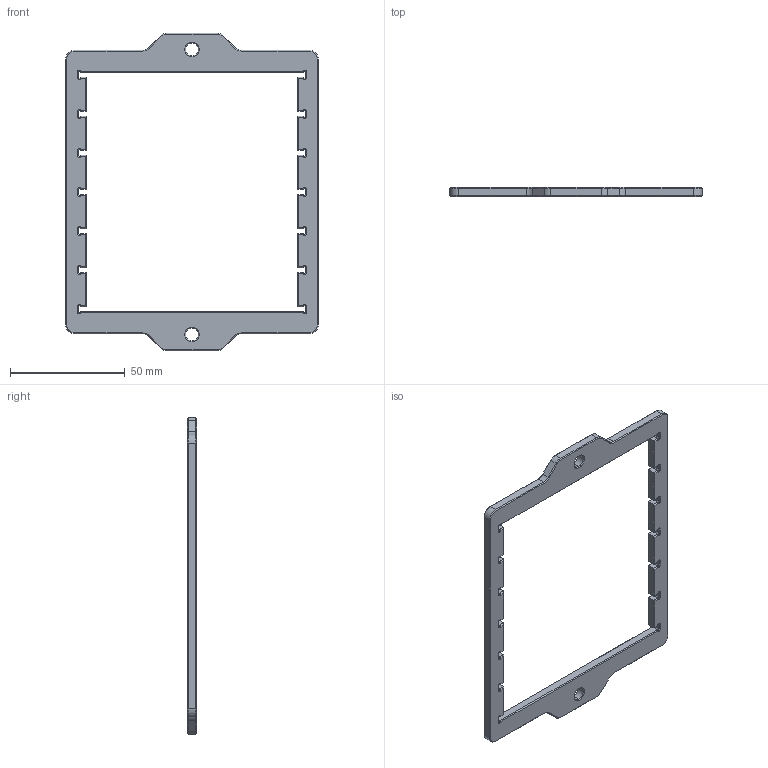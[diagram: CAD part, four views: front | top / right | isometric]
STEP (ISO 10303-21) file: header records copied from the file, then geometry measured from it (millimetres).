
FILE_DESCRIPTION (( 'STEP AP203' ), '1' );
FILE_NAME ('Guide_C4B.STEP', '2023-06-16T17:14:38', ( '' ), ( '' ), 'SwSTEP 2.0', 'SolidWorks 2023', '' );
FILE_SCHEMA (( 'CONFIG_CONTROL_DESIGN' ));
Length unit declared in the file: millimetre
Products named in the file (1): Guide_C4B
Bounding box: 110 x 4 x 138 mm (x, y, z)
Volume: 16971.2 mm3; surface area: 12140.6 mm2
Topology: 1 solids, 1 shells, 368 faces, 868 edges, 502 vertices
Faces by surface type: plane 194, cone 116, cylinder 58
Entity records: 10423 total; most frequent: CARTESIAN_POINT 1907, DIRECTION 1796, ORIENTED_EDGE 1736, EDGE_CURVE 868, AXIS2_PLACEMENT_3D 615, VECTOR 566, LINE 566, VERTEX_POINT 502
